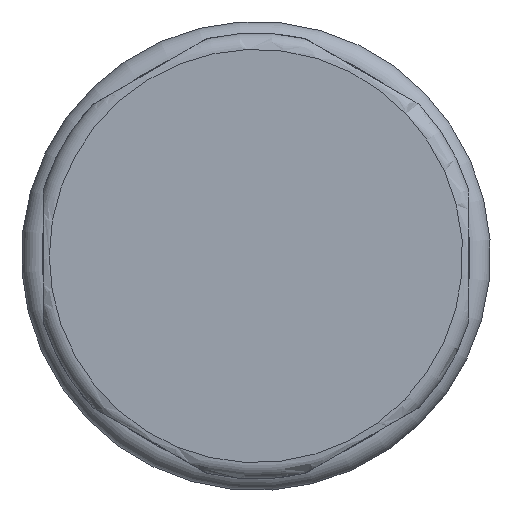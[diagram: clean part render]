
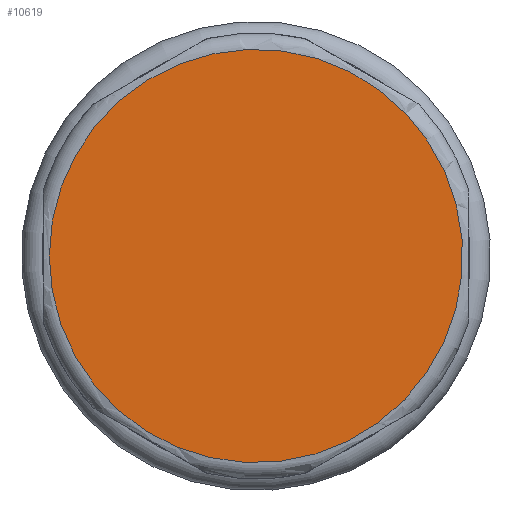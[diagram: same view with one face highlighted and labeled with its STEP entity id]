
A CAD part, left-side view. The second image highlights one B-rep face of the part: STEP entity #10619.
In plain terms, the highlighted planar face has unit normal (-1, 0, 0).
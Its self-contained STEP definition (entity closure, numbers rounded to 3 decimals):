
#2849=PLANE('',#11332);
#3264=FACE_OUTER_BOUND('',#3918,.T.);
#3918=EDGE_LOOP('',(#7737));
#4577=CIRCLE('',#11328,10.2);
#4921=VERTEX_POINT('',#14962);
#6013=EDGE_CURVE('',#4921,#4921,#4577,.T.);
#7737=ORIENTED_EDGE('',*,*,#6013,.F.);
#10619=ADVANCED_FACE('',(#3264),#2849,.T.);
#11328=AXIS2_PLACEMENT_3D('',#14963,#12235,#12236);
#11332=AXIS2_PLACEMENT_3D('',#14994,#12243,#12244);
#12235=DIRECTION('center_axis',(1.,0.,0.));
#12236=DIRECTION('ref_axis',(0.,-1.,0.));
#12243=DIRECTION('center_axis',(-1.,0.,0.));
#12244=DIRECTION('ref_axis',(0.,0.,1.));
#14962=CARTESIAN_POINT('',(0.,10.2,0.));
#14963=CARTESIAN_POINT('Origin',(0.,0.,0.));
#14994=CARTESIAN_POINT('Origin',(0.,8.75,0.));
